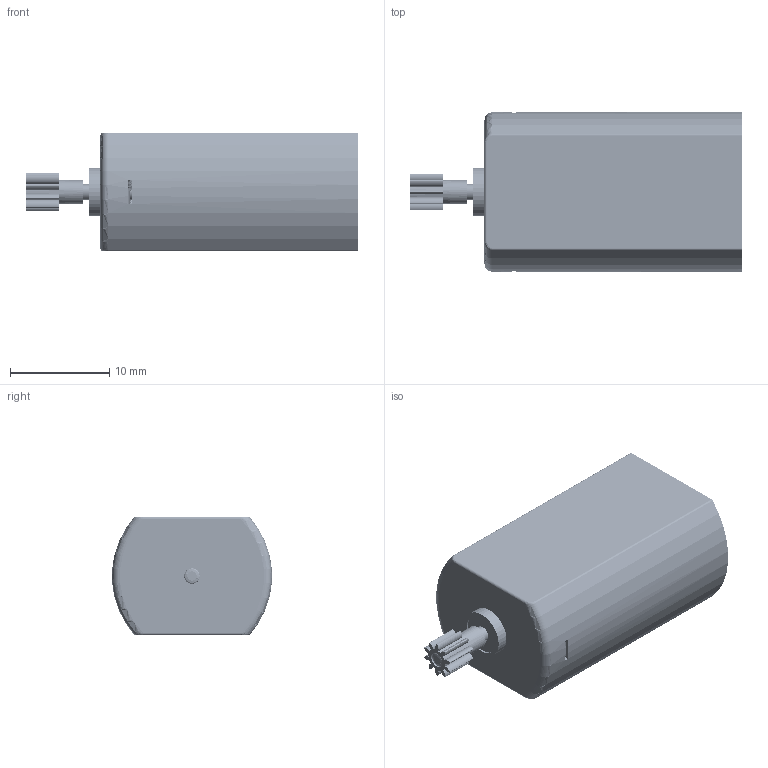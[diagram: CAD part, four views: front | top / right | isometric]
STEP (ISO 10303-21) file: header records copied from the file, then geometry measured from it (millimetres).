
FILE_DESCRIPTION(/* description */ ('STEP AP214'),/* implementation_level */ '2;1');
FILE_NAME(/* name */ 'MiniBrushedMotor_v2.step',/* time_stamp */ '2025-04-08T13:44:45-04:00',/* author */ (''),/* organization */ (''),/* preprocessor_version */ 'ST-DEVELOPER v20.1',/* originating_system */ 'Autodesk Translation Framework v14.4.0.0',/* authorisation */ '');
FILE_SCHEMA (('AUTOMOTIVE_DESIGN { 1 0 10303 214 3 1 1 }'));
Length unit declared in the file: millimetre
Products named in the file (9): MiniBrushedMotor; StatorHousing; Gear6; RotorMiniBrushed; RotorMiniBrushed_1; RotorRing; RotorRingBracket; Coil; Wires^RotorMiniBrushed
Assembly tree (29 placements, depth 3):
  MiniBrushedMotor
    StatorHousing
    Gear6
    RotorMiniBrushed
      RotorMiniBrushed_1
      RotorRing  x17
      RotorRingBracket  x2
      Coil  x3
      Wires^RotorMiniBrushed  x3
Bounding box: 33.52 x 16.14 x 11.96 mm (x, y, z)
Volume: 1673.5 mm3; surface area: 8903 mm2
Topology: 496 solids, 496 shells, 7575 faces, 16507 edges, 8834 vertices
Faces by surface type: cylinder 3589, torus 2846, plane 698, bspline 238, sphere 204
Full cylindrical faces by diameter (mm): 0.08 x1803, 1.584 x4, 1.6 x2, 2.398 x1, 2.4 x1, 2.48 x1, 2.64 x1, 2.8 x1, 3 x1, 4.2 x2, 4.32 x3, 4.84 x2, 7.52 x1
Entity records: 52272 total; most frequent: DIRECTION 10247, CARTESIAN_POINT 9828, ORIENTED_EDGE 7934, AXIS2_PLACEMENT_3D 4457, EDGE_CURVE 3967, CIRCLE 2598, VERTEX_POINT 2178, EDGE_LOOP 1883
